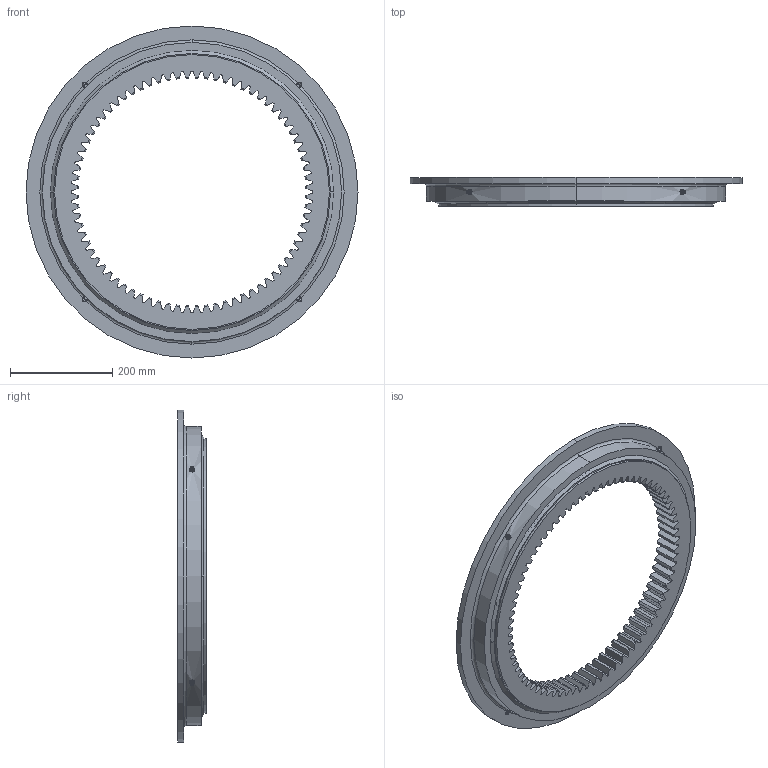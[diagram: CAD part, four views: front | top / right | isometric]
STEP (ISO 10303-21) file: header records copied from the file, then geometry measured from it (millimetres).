
FILE_DESCRIPTION (( 'STEP AP203' ), '1' );
FILE_NAME ('22-0541-00.STEP', '2017-12-27T15:41:52', ( 'defontaine' ), ( 'Hewlett-Packard Company' ), 'SwSTEP 2.0', 'SolidWorks 2016', '' );
FILE_SCHEMA (( 'CONFIG_CONTROL_DESIGN' ));
Length unit declared in the file: millimetre
Products named in the file (1): 22-0541-00
Bounding box: 648 x 56 x 648 mm (x, y, z)
Volume: 4869361.1 mm3; surface area: 841441 mm2
Topology: 9 solids, 9 shells, 612 faces, 1698 edges, 1119 vertices
Faces by surface type: plane 205, cylinder 185, cone 184, torus 28, sphere 10
Entity records: 20562 total; most frequent: CARTESIAN_POINT 4850, ORIENTED_EDGE 3386, DIRECTION 3227, EDGE_CURVE 1693, AXIS2_PLACEMENT_3D 1241, VERTEX_POINT 1116, LINE 745, VECTOR 745
